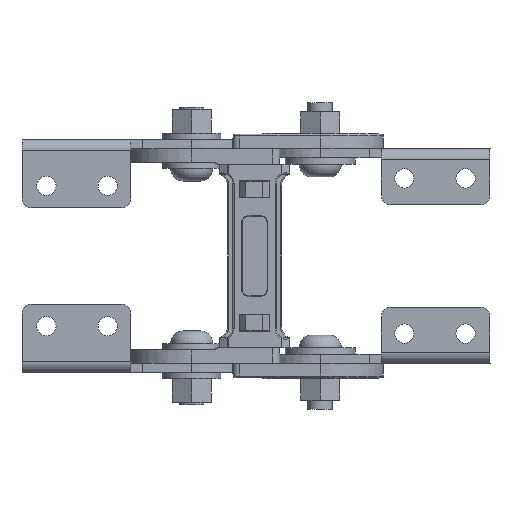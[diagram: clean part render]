
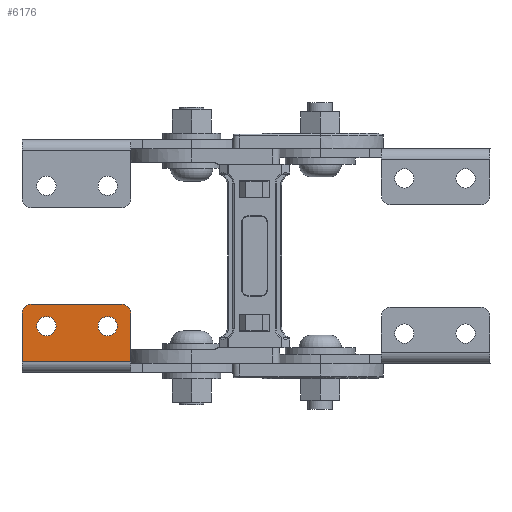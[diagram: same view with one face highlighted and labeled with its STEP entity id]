
A CAD part, front view. The second image highlights one B-rep face of the part: STEP entity #6176.
In plain terms, the highlighted planar face has unit normal (0, -1, 0).
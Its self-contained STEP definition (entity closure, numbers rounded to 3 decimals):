
#538 = CARTESIAN_POINT ( 'NONE',  ( -131.656, -19.759, 38.559 ) ) ;
#810 = VERTEX_POINT ( 'NONE', #6142 ) ;
#1054 = ORIENTED_EDGE ( 'NONE', *, *, #33961, .T. ) ;
#1869 = ORIENTED_EDGE ( 'NONE', *, *, #5255, .T. ) ;
#2291 = CARTESIAN_POINT ( 'NONE',  ( -131.656, -19.759, 35.559 ) ) ;
#2369 = CARTESIAN_POINT ( 'NONE',  ( -126.656, -19.759, 31.409 ) ) ;
#2377 = VERTEX_POINT ( 'NONE', #30288 ) ;
#2840 = CARTESIAN_POINT ( 'NONE',  ( -134.656, -19.759, 10.606 ) ) ;
#3065 = LINE ( 'NONE', #4825, #43067 ) ;
#4323 = CARTESIAN_POINT ( 'NONE',  ( -102.156, -19.759, 35.559 ) ) ;
#4794 = EDGE_LOOP ( 'NONE', ( #1869, #33732 ) ) ;
#4825 = CARTESIAN_POINT ( 'NONE',  ( -99.156, -19.759, 38.559 ) ) ;
#4920 = VERTEX_POINT ( 'NONE', #35404 ) ;
#5255 = EDGE_CURVE ( 'NONE', #16427, #4920, #13827, .T. ) ;
#5391 = DIRECTION ( 'NONE',  ( 1., 0., 0. ) ) ;
#5608 = DIRECTION ( 'NONE',  ( 1., 0., 0. ) ) ;
#5804 = DIRECTION ( 'NONE',  ( 1., 0., 0. ) ) ;
#6142 = CARTESIAN_POINT ( 'NONE',  ( -99.156, -19.759, 35.559 ) ) ;
#6176 = ADVANCED_FACE ( 'NONE', ( #9525, #40152, #21003 ), #33472, .F. ) ;
#6193 = DIRECTION ( 'NONE',  ( 0., 1., 0. ) ) ;
#6401 = DIRECTION ( 'NONE',  ( 1., 0., 0. ) ) ;
#6767 = CARTESIAN_POINT ( 'NONE',  ( -129.806, -19.759, 31.409 ) ) ;
#7972 = AXIS2_PLACEMENT_3D ( 'NONE', #4323, #18134, #28943 ) ;
#8093 = CARTESIAN_POINT ( 'NONE',  ( -102.156, -19.759, 38.559 ) ) ;
#8741 = CARTESIAN_POINT ( 'NONE',  ( -79.156, -19.759, 1.059 ) ) ;
#8967 = AXIS2_PLACEMENT_3D ( 'NONE', #2369, #44308, #5608 ) ;
#8985 = AXIS2_PLACEMENT_3D ( 'NONE', #16694, #41140, #5804 ) ;
#9387 = LINE ( 'NONE', #24629, #34508 ) ;
#9525 = FACE_BOUND ( 'NONE', #4794, .T. ) ;
#10437 = CIRCLE ( 'NONE', #22343, 3. ) ;
#10587 = ORIENTED_EDGE ( 'NONE', *, *, #37414, .T. ) ;
#11398 = DIRECTION ( 'NONE',  ( 1., 0., 0. ) ) ;
#12678 = ORIENTED_EDGE ( 'NONE', *, *, #17109, .T. ) ;
#13199 = EDGE_CURVE ( 'NONE', #810, #36116, #14552, .T. ) ;
#13827 = CIRCLE ( 'NONE', #27159, 3.15 ) ;
#14552 = CIRCLE ( 'NONE', #7972, 3. ) ;
#14897 = EDGE_CURVE ( 'NONE', #4920, #16427, #33924, .T. ) ;
#16425 = VECTOR ( 'NONE', #16524, 1000. ) ;
#16427 = VERTEX_POINT ( 'NONE', #42608 ) ;
#16524 = DIRECTION ( 'NONE',  ( 0., 0., 1. ) ) ;
#16694 = CARTESIAN_POINT ( 'NONE',  ( -126.656, -19.759, 31.409 ) ) ;
#17109 = EDGE_CURVE ( 'NONE', #41965, #33260, #45284, .T. ) ;
#18127 = EDGE_CURVE ( 'NONE', #810, #2377, #3065, .T. ) ;
#18134 = DIRECTION ( 'NONE',  ( 0., -1., 0. ) ) ;
#18903 = EDGE_LOOP ( 'NONE', ( #24419, #19663, #36535, #10587, #43648, #1054 ) ) ;
#19663 = ORIENTED_EDGE ( 'NONE', *, *, #13199, .T. ) ;
#20310 = CARTESIAN_POINT ( 'NONE',  ( -123.506, -19.759, 31.409 ) ) ;
#21003 = FACE_OUTER_BOUND ( 'NONE', #18903, .T. ) ;
#22343 = AXIS2_PLACEMENT_3D ( 'NONE', #2291, #41293, #6401 ) ;
#22925 = LINE ( 'NONE', #2840, #16425 ) ;
#22938 = DIRECTION ( 'NONE',  ( 1., 0., 0. ) ) ;
#23567 = ORIENTED_EDGE ( 'NONE', *, *, #29651, .T. ) ;
#24419 = ORIENTED_EDGE ( 'NONE', *, *, #18127, .F. ) ;
#24629 = CARTESIAN_POINT ( 'NONE',  ( -134.656, -19.759, 38.559 ) ) ;
#25640 = EDGE_CURVE ( 'NONE', #39985, #36116, #9387, .T. ) ;
#25801 = DIRECTION ( 'NONE',  ( 0., 0., -1. ) ) ;
#25915 = VERTEX_POINT ( 'NONE', #32961 ) ;
#26138 = CARTESIAN_POINT ( 'NONE',  ( -134.656, -19.759, 19.8 ) ) ;
#27159 = AXIS2_PLACEMENT_3D ( 'NONE', #27286, #6193, #11398 ) ;
#27286 = CARTESIAN_POINT ( 'NONE',  ( -106.656, -19.759, 31.409 ) ) ;
#28943 = DIRECTION ( 'NONE',  ( 1., 0., 0. ) ) ;
#29651 = EDGE_CURVE ( 'NONE', #33260, #41965, #33733, .T. ) ;
#29988 = CARTESIAN_POINT ( 'NONE',  ( -106.656, -19.759, 31.409 ) ) ;
#30120 = LINE ( 'NONE', #40104, #43855 ) ;
#30288 = CARTESIAN_POINT ( 'NONE',  ( -99.156, -19.759, 19.8 ) ) ;
#31996 = VERTEX_POINT ( 'NONE', #26138 ) ;
#32961 = CARTESIAN_POINT ( 'NONE',  ( -134.656, -19.759, 35.559 ) ) ;
#33157 = DIRECTION ( 'NONE',  ( 0., 1., 0. ) ) ;
#33260 = VERTEX_POINT ( 'NONE', #6767 ) ;
#33472 = PLANE ( 'NONE',  #40120 ) ;
#33732 = ORIENTED_EDGE ( 'NONE', *, *, #14897, .T. ) ;
#33733 = CIRCLE ( 'NONE', #8967, 3.15 ) ;
#33924 = CIRCLE ( 'NONE', #35520, 3.15 ) ;
#33961 = EDGE_CURVE ( 'NONE', #31996, #2377, #30120, .T. ) ;
#34508 = VECTOR ( 'NONE', #45276, 1000. ) ;
#35404 = CARTESIAN_POINT ( 'NONE',  ( -109.806, -19.759, 31.409 ) ) ;
#35520 = AXIS2_PLACEMENT_3D ( 'NONE', #29988, #36878, #5391 ) ;
#36116 = VERTEX_POINT ( 'NONE', #8093 ) ;
#36298 = EDGE_LOOP ( 'NONE', ( #12678, #23567 ) ) ;
#36535 = ORIENTED_EDGE ( 'NONE', *, *, #25640, .F. ) ;
#36878 = DIRECTION ( 'NONE',  ( 0., 1., 0. ) ) ;
#37414 = EDGE_CURVE ( 'NONE', #39985, #25915, #10437, .T. ) ;
#38360 = EDGE_CURVE ( 'NONE', #31996, #25915, #22925, .T. ) ;
#39985 = VERTEX_POINT ( 'NONE', #538 ) ;
#40104 = CARTESIAN_POINT ( 'NONE',  ( -79.156, -19.759, 19.8 ) ) ;
#40120 = AXIS2_PLACEMENT_3D ( 'NONE', #8741, #33157, #22938 ) ;
#40152 = FACE_BOUND ( 'NONE', #36298, .T. ) ;
#41140 = DIRECTION ( 'NONE',  ( 0., 1., 0. ) ) ;
#41293 = DIRECTION ( 'NONE',  ( 0., -1., 0. ) ) ;
#41965 = VERTEX_POINT ( 'NONE', #20310 ) ;
#42608 = CARTESIAN_POINT ( 'NONE',  ( -103.506, -19.759, 31.409 ) ) ;
#43067 = VECTOR ( 'NONE', #25801, 1000. ) ;
#43648 = ORIENTED_EDGE ( 'NONE', *, *, #38360, .F. ) ;
#43855 = VECTOR ( 'NONE', #43935, 1000. ) ;
#43935 = DIRECTION ( 'NONE',  ( 1., 0., 0. ) ) ;
#44308 = DIRECTION ( 'NONE',  ( 0., 1., 0. ) ) ;
#45276 = DIRECTION ( 'NONE',  ( 1., 0., 0. ) ) ;
#45284 = CIRCLE ( 'NONE', #8985, 3.15 ) ;
